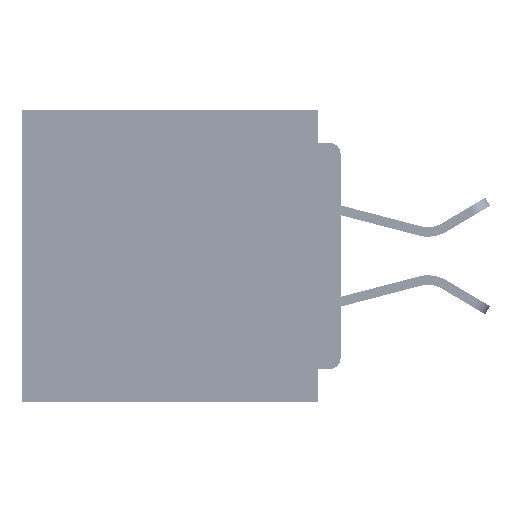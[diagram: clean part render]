
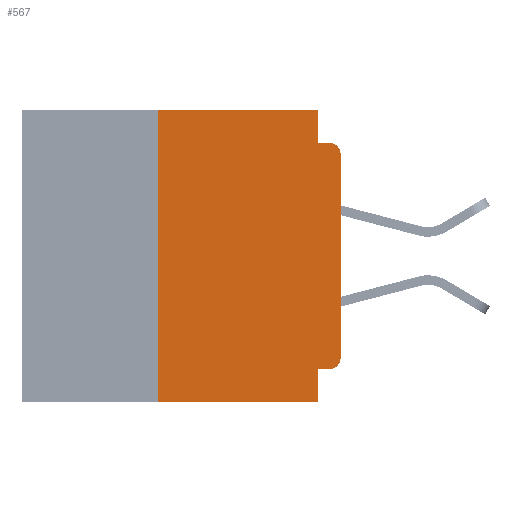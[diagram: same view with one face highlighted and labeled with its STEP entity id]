
A CAD part, left-side view. The second image highlights one B-rep face of the part: STEP entity #567.
In plain terms, the highlighted planar face has unit normal (-1, 0, 0).
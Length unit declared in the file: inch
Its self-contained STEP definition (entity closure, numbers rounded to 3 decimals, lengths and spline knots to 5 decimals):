
#374 = ORIENTED_EDGE ( 'NONE', *, *, #18188, .F. ) ;
#567 = ADVANCED_FACE ( 'NONE', ( #30543 ), #16217, .F. ) ;
#1015 = CARTESIAN_POINT ( 'NONE',  ( 0., 0.031, -0.355 ) ) ;
#1586 = DIRECTION ( 'NONE',  ( 0., 0., -1. ) ) ;
#1978 = EDGE_CURVE ( 'NONE', #2622, #25293, #7345, .T. ) ;
#2395 = VERTEX_POINT ( 'NONE', #20901 ) ;
#2622 = VERTEX_POINT ( 'NONE', #2857 ) ;
#2857 = CARTESIAN_POINT ( 'NONE',  ( 0., 0.031, -0.045 ) ) ;
#3325 = CARTESIAN_POINT ( 'NONE',  ( 0., 0., 0. ) ) ;
#4064 = DIRECTION ( 'NONE',  ( 0., -1., 0. ) ) ;
#6046 = CARTESIAN_POINT ( 'NONE',  ( 0., 0.437, -0.4 ) ) ;
#7345 = LINE ( 'NONE', #49068, #39149 ) ;
#8808 = CIRCLE ( 'NONE', #25682, 0.015 ) ;
#11445 = CARTESIAN_POINT ( 'NONE',  ( 0., 0., -0.06 ) ) ;
#16217 = PLANE ( 'NONE',  #35702 ) ;
#16225 = CARTESIAN_POINT ( 'NONE',  ( 0., 0.437, 0. ) ) ;
#16334 = EDGE_CURVE ( 'NONE', #19097, #23349, #40763, .T. ) ;
#16714 = VECTOR ( 'NONE', #43080, 39.37008 ) ;
#17142 = VECTOR ( 'NONE', #44596, 39.37008 ) ;
#17643 = LINE ( 'NONE', #55821, #27788 ) ;
#17958 = CARTESIAN_POINT ( 'NONE',  ( 0., 0.015, -0.34 ) ) ;
#18122 = CIRCLE ( 'NONE', #26700, 0.015 ) ;
#18188 = EDGE_CURVE ( 'NONE', #23349, #25447, #17643, .T. ) ;
#19023 = EDGE_LOOP ( 'NONE', ( #55815, #45753, #51170, #33630, #374, #36318, #26191, #53203, #48499, #19486 ) ) ;
#19097 = VERTEX_POINT ( 'NONE', #35971 ) ;
#19486 = ORIENTED_EDGE ( 'NONE', *, *, #55308, .T. ) ;
#19589 = VERTEX_POINT ( 'NONE', #26290 ) ;
#20901 = CARTESIAN_POINT ( 'NONE',  ( 0., 0., -0.34 ) ) ;
#21109 = LINE ( 'NONE', #23159, #29891 ) ;
#21762 = DIRECTION ( 'NONE',  ( 0., 0., 1. ) ) ;
#21856 = CARTESIAN_POINT ( 'NONE',  ( 0., 0.015, -0.355 ) ) ;
#22307 = DIRECTION ( 'NONE',  ( 0., 0., -1. ) ) ;
#22724 = VECTOR ( 'NONE', #40687, 39.37008 ) ;
#23159 = CARTESIAN_POINT ( 'NONE',  ( 0., 0.031, 0. ) ) ;
#23349 = VERTEX_POINT ( 'NONE', #33015 ) ;
#25140 = VERTEX_POINT ( 'NONE', #11445 ) ;
#25293 = VERTEX_POINT ( 'NONE', #42283 ) ;
#25447 = VERTEX_POINT ( 'NONE', #35239 ) ;
#25682 = AXIS2_PLACEMENT_3D ( 'NONE', #17958, #48131, #22307 ) ;
#26191 = ORIENTED_EDGE ( 'NONE', *, *, #43915, .T. ) ;
#26290 = CARTESIAN_POINT ( 'NONE',  ( 0., 0.031, -0.4 ) ) ;
#26700 = AXIS2_PLACEMENT_3D ( 'NONE', #53419, #27591, #1586 ) ;
#27591 = DIRECTION ( 'NONE',  ( -1., 0., 0. ) ) ;
#27788 = VECTOR ( 'NONE', #4064, 39.37008 ) ;
#29891 = VECTOR ( 'NONE', #48980, 39.37008 ) ;
#30543 = FACE_OUTER_BOUND ( 'NONE', #19023, .T. ) ;
#31330 = LINE ( 'NONE', #48739, #17142 ) ;
#33015 = CARTESIAN_POINT ( 'NONE',  ( 0., 0.25, 0. ) ) ;
#33630 = ORIENTED_EDGE ( 'NONE', *, *, #46912, .F. ) ;
#33822 = DIRECTION ( 'NONE',  ( 0., 0., 1. ) ) ;
#34177 = LINE ( 'NONE', #6046, #22724 ) ;
#35239 = CARTESIAN_POINT ( 'NONE',  ( 0., 0.031, 0. ) ) ;
#35702 = AXIS2_PLACEMENT_3D ( 'NONE', #16225, #53885, #42955 ) ;
#35971 = CARTESIAN_POINT ( 'NONE',  ( 0., 0.25, -0.4 ) ) ;
#36318 = ORIENTED_EDGE ( 'NONE', *, *, #16334, .F. ) ;
#37896 = LINE ( 'NONE', #3325, #46670 ) ;
#38065 = VECTOR ( 'NONE', #21762, 39.37008 ) ;
#38918 = CARTESIAN_POINT ( 'NONE',  ( 0., 0.25, -0.4 ) ) ;
#39149 = VECTOR ( 'NONE', #50412, 39.37008 ) ;
#40687 = DIRECTION ( 'NONE',  ( 0., -1., 0. ) ) ;
#40763 = LINE ( 'NONE', #38918, #38065 ) ;
#42283 = CARTESIAN_POINT ( 'NONE',  ( 0., 0.015, -0.045 ) ) ;
#42955 = DIRECTION ( 'NONE',  ( 0., 0., -1. ) ) ;
#43080 = DIRECTION ( 'NONE',  ( 0., 1., 0. ) ) ;
#43915 = EDGE_CURVE ( 'NONE', #19097, #19589, #34177, .T. ) ;
#44596 = DIRECTION ( 'NONE',  ( 0., 0., -1. ) ) ;
#45753 = ORIENTED_EDGE ( 'NONE', *, *, #52508, .T. ) ;
#46670 = VECTOR ( 'NONE', #33822, 39.37008 ) ;
#46912 = EDGE_CURVE ( 'NONE', #25447, #2622, #21109, .T. ) ;
#47665 = EDGE_CURVE ( 'NONE', #2395, #25140, #37896, .T. ) ;
#48131 = DIRECTION ( 'NONE',  ( -1., 0., 0. ) ) ;
#48430 = VERTEX_POINT ( 'NONE', #21856 ) ;
#48499 = ORIENTED_EDGE ( 'NONE', *, *, #52272, .F. ) ;
#48739 = CARTESIAN_POINT ( 'NONE',  ( 0., 0.031, -0.4 ) ) ;
#48980 = DIRECTION ( 'NONE',  ( 0., 0., -1. ) ) ;
#49068 = CARTESIAN_POINT ( 'NONE',  ( 0., 0., -0.045 ) ) ;
#50412 = DIRECTION ( 'NONE',  ( 0., -1., 0. ) ) ;
#51144 = LINE ( 'NONE', #51747, #16714 ) ;
#51170 = ORIENTED_EDGE ( 'NONE', *, *, #1978, .F. ) ;
#51747 = CARTESIAN_POINT ( 'NONE',  ( 0., 0., -0.355 ) ) ;
#52272 = EDGE_CURVE ( 'NONE', #48430, #52432, #51144, .T. ) ;
#52432 = VERTEX_POINT ( 'NONE', #1015 ) ;
#52508 = EDGE_CURVE ( 'NONE', #25140, #25293, #18122, .T. ) ;
#53203 = ORIENTED_EDGE ( 'NONE', *, *, #54896, .F. ) ;
#53419 = CARTESIAN_POINT ( 'NONE',  ( 0., 0.015, -0.06 ) ) ;
#53885 = DIRECTION ( 'NONE',  ( 1., 0., 0. ) ) ;
#54896 = EDGE_CURVE ( 'NONE', #52432, #19589, #31330, .T. ) ;
#55308 = EDGE_CURVE ( 'NONE', #48430, #2395, #8808, .T. ) ;
#55815 = ORIENTED_EDGE ( 'NONE', *, *, #47665, .T. ) ;
#55821 = CARTESIAN_POINT ( 'NONE',  ( 0., 0.437, 0. ) ) ;
